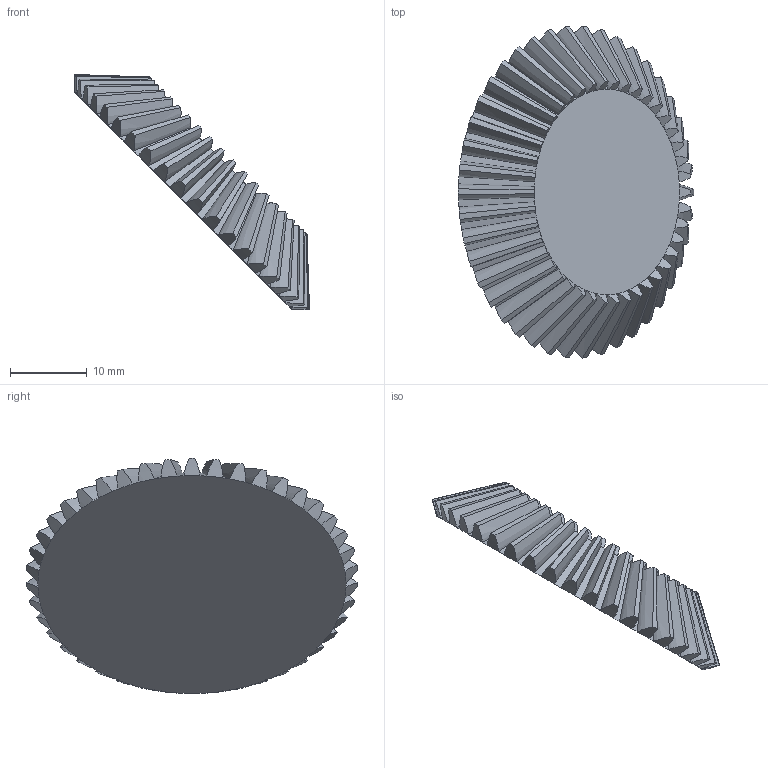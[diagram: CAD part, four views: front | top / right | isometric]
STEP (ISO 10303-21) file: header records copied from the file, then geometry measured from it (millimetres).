
FILE_DESCRIPTION(/* description */ (''),/* implementation_level */ '2;1');
FILE_NAME(/* name */ 'bevel_42T.step',/* time_stamp */ '2024-04-18T21:18:00+02:00',/* author */ (''),/* organization */ (''),/* preprocessor_version */ 'ST-DEVELOPER v20',/* originating_system */ 'Autodesk Translation Framework v12.20.1.177',/* authorisation */ '');
FILE_SCHEMA (('AUTOMOTIVE_DESIGN { 1 0 10303 214 3 1 1 }'));
Length unit declared in the file: millimetre
Products named in the file (1): FusionComponent
Bounding box: 30.7 x 43.34 x 30.7 mm (x, y, z)
Volume: 7560 mm3; surface area: 4287.2 mm2
Topology: 1 solids, 1 shells, 254 faces, 630 edges, 378 vertices
Faces by surface type: cone 126, bspline 126, plane 2
Entity records: 13131 total; most frequent: CARTESIAN_POINT 8289, ORIENTED_EDGE 1260, EDGE_CURVE 630, DIRECTION 594, B_SPLINE_CURVE_WITH_KNOTS 462, VERTEX_POINT 378, AXIS2_PLACEMENT_3D 297, FACE_OUTER_BOUND 254
